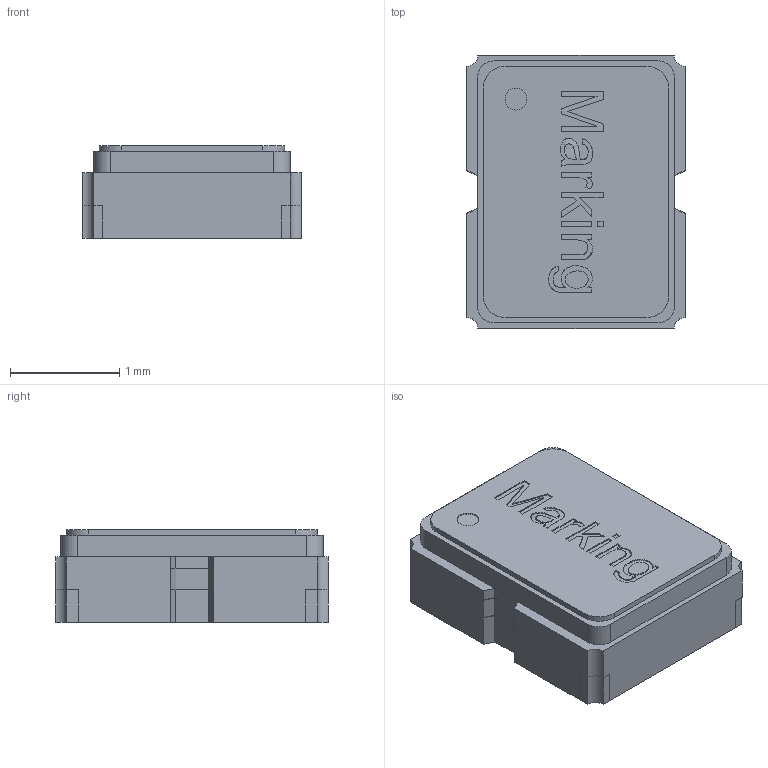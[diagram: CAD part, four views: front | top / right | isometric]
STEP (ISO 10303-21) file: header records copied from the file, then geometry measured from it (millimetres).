
FILE_DESCRIPTION(/* description */ ('Unknown'),/* implementation_level */ '2;1');
FILE_NAME(/* name */ 'Y_Wurth_WE-SPXO-IQXO-791',/* time_stamp */ '2025-09-03T17:37:56+08:00',/* author */ ('Unknown'),/* organization */ ('Unknown'),/* preprocessor_version */ 'ST-DEVELOPER v19.4',/* originating_system */ 'Solid Edge',/* authorisation */ 'Unknown');
FILE_SCHEMA (('AUTOMOTIVE_DESIGN {1 0 10303 214 3 1 1}'));
Length unit declared in the file: millimetre
Products named in the file (2): Y_Wurth_WE-SPXO-IQXO-791
Assembly tree (1 placements, depth 2):
  Y_Wurth_WE-SPXO-IQXO-791
    Y_Wurth_WE-SPXO-IQXO-791
Bounding box: 2 x 2.5 x 0.85 mm (x, y, z)
Volume: 4 mm3; surface area: 35.4 mm2
Topology: 8 solids, 8 shells, 204 faces, 528 edges, 352 vertices
Faces by surface type: plane 174, cylinder 18, bspline 12
Full cylindrical faces by diameter (mm): 0.2 x1
Entity records: 7216 total; most frequent: CARTESIAN_POINT 1612, ORIENTED_EDGE 1052, DIRECTION 819, EDGE_CURVE 526, LINE 363, VECTOR 363, VERTEX_POINT 352, AXIS2_PLACEMENT_3D 228
